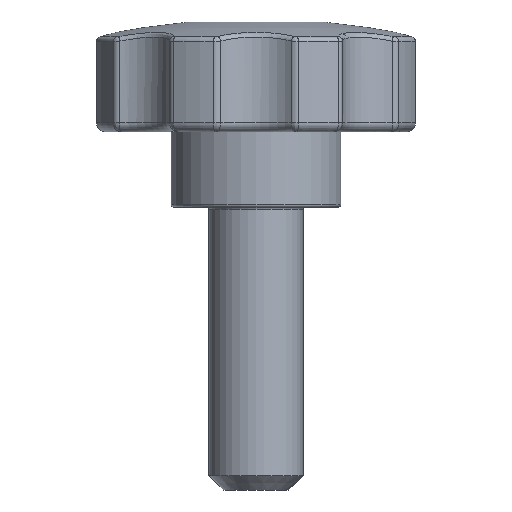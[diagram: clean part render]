
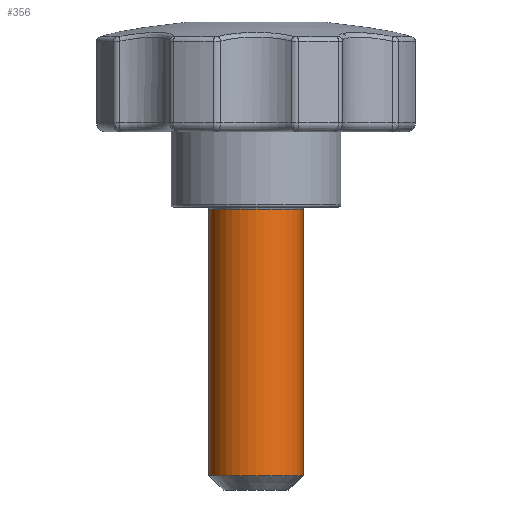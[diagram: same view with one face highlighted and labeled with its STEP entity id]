
A CAD part, front view. The second image highlights one B-rep face of the part: STEP entity #356.
In plain terms, the highlighted cylindrical face has radius 5 mm (diameter 10 mm), a full revolution.
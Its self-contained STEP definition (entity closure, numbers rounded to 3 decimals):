
#356 = ADVANCED_FACE( '', ( #728, #729 ), #730, .T. );
#728 = FACE_OUTER_BOUND( '', #5854, .T. );
#729 = FACE_OUTER_BOUND( '', #5855, .T. );
#730 = CYLINDRICAL_SURFACE( '', #5856, 5. );
#5854 = EDGE_LOOP( '', ( #7309 ) );
#5855 = EDGE_LOOP( '', ( #7310 ) );
#5856 = AXIS2_PLACEMENT_3D( '', #7311, #7312, #7313 );
#7309 = ORIENTED_EDGE( '', *, *, #7597, .T. );
#7310 = ORIENTED_EDGE( '', *, *, #7683, .T. );
#7311 = CARTESIAN_POINT( '', ( 0., 0., 27.15 ) );
#7312 = DIRECTION( '', ( 0., 0., -1. ) );
#7313 = DIRECTION( '', ( 1., 0., 0. ) );
#7597 = EDGE_CURVE( '', #8057, #8057, #8058, .F. );
#7683 = EDGE_CURVE( '', #8154, #8154, #8155, .T. );
#8057 = VERTEX_POINT( '', #10381 );
#8058 = CIRCLE( '', #10382, 5. );
#8154 = VERTEX_POINT( '', #11218 );
#8155 = CIRCLE( '', #11219, 5. );
#10381 = CARTESIAN_POINT( '', ( 5., 0., -0.2 ) );
#10382 = AXIS2_PLACEMENT_3D( '', #11581, #11582, #11583 );
#11218 = CARTESIAN_POINT( '', ( 5., 0., -28.5 ) );
#11219 = AXIS2_PLACEMENT_3D( '', #11639, #11640, #11641 );
#11581 = CARTESIAN_POINT( '', ( 0., 0., -0.2 ) );
#11582 = DIRECTION( '', ( 0., 0., 1. ) );
#11583 = DIRECTION( '', ( 1., 0., 0. ) );
#11639 = CARTESIAN_POINT( '', ( 0., 0., -28.5 ) );
#11640 = DIRECTION( '', ( 0., 0., 1. ) );
#11641 = DIRECTION( '', ( 1., 0., 0. ) );
